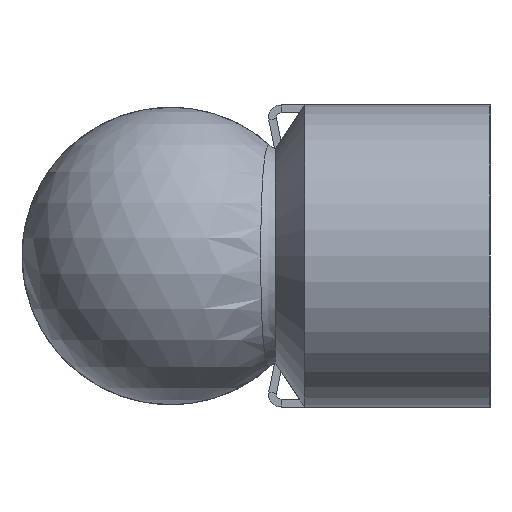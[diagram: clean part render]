
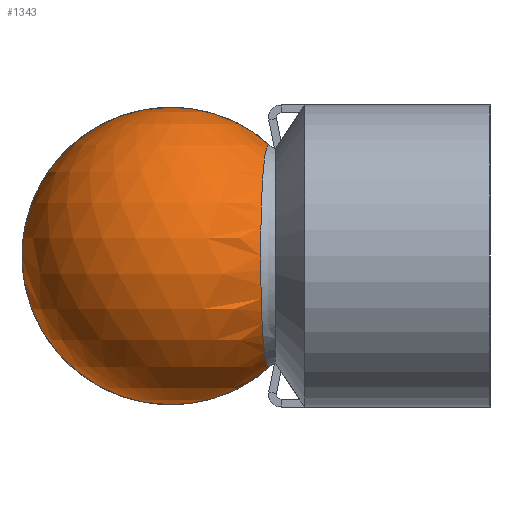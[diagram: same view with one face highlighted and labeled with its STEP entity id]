
A CAD part, left-side view. The second image highlights one B-rep face of the part: STEP entity #1343.
In plain terms, the highlighted spherical face has radius 15.25 mm.
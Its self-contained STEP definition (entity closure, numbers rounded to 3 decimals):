
#89 = SPHERICAL_SURFACE ( 'NONE', #602, 15.25 ) ;
#159 = CARTESIAN_POINT ( 'NONE',  ( -453.972, 22.577, -11.361 ) ) ;
#183 = CARTESIAN_POINT ( 'NONE',  ( -453.75, 22.577, -11.361 ) ) ;
#191 = ORIENTED_EDGE ( 'NONE', *, *, #1827, .T. ) ;
#222 = CARTESIAN_POINT ( 'NONE',  ( -460.173, 23.133, -9.948 ) ) ;
#236 = CARTESIAN_POINT ( 'NONE',  ( -465.522, 23.492, -2.976 ) ) ;
#247 = CARTESIAN_POINT ( 'NONE',  ( -464.163, 23.408, 6.082 ) ) ;
#260 = CARTESIAN_POINT ( 'NONE',  ( -455.168, 22.699, 11.388 ) ) ;
#271 = CARTESIAN_POINT ( 'NONE',  ( -453.972, 22.577, 11.361 ) ) ;
#336 = AXIS2_PLACEMENT_3D ( 'NONE', #2534, #951, #2810 ) ;
#447 = CARTESIAN_POINT ( 'NONE',  ( -454.413, 22.616, -11.377 ) ) ;
#507 = CARTESIAN_POINT ( 'NONE',  ( -461.117, 23.202, -9.342 ) ) ;
#521 = CARTESIAN_POINT ( 'NONE',  ( -465.796, 23.509, -1.487 ) ) ;
#537 = CARTESIAN_POINT ( 'NONE',  ( -463.067, 23.337, 7.597 ) ) ;
#551 = CARTESIAN_POINT ( 'NONE',  ( -454.413, 22.616, 11.377 ) ) ;
#571 = VERTEX_POINT ( 'NONE', #183 ) ;
#602 = AXIS2_PLACEMENT_3D ( 'NONE', #3439, #1877, #2148 ) ;
#620 = CIRCLE ( 'NONE', #336, 15.25 ) ;
#785 = CARTESIAN_POINT ( 'NONE',  ( -462., 23.264, -8.641 ) ) ;
#795 = CARTESIAN_POINT ( 'NONE',  ( -465.903, 23.516, 0.009 ) ) ;
#805 = CARTESIAN_POINT ( 'NONE',  ( -461.989, 23.264, 8.651 ) ) ;
#812 = CARTESIAN_POINT ( 'NONE',  ( -454.193, 22.591, 11.367 ) ) ;
#920 = VERTEX_POINT ( 'NONE', #2210 ) ;
#951 = DIRECTION ( 'NONE',  ( -1., 0., 0. ) ) ;
#1039 = CARTESIAN_POINT ( 'NONE',  ( -455.163, 22.699, -11.388 ) ) ;
#1049 = CARTESIAN_POINT ( 'NONE',  ( -463.077, 23.337, -7.585 ) ) ;
#1055 = B_SPLINE_CURVE_WITH_KNOTS ( 'NONE', 3,
 ( #1347, #812, #271, #2155 ),
 .UNSPECIFIED., .F., .F.,
 ( 4, 4 ),
 ( 0., 0.001 ),
 .UNSPECIFIED. ) ;
#1059 = CARTESIAN_POINT ( 'NONE',  ( -465.793, 23.509, 1.506 ) ) ;
#1073 = CARTESIAN_POINT ( 'NONE',  ( -461.105, 23.201, 9.351 ) ) ;
#1238 = VERTEX_POINT ( 'NONE', #2333 ) ;
#1301 = CARTESIAN_POINT ( 'NONE',  ( -456.29, 22.81, -11.29 ) ) ;
#1314 = CARTESIAN_POINT ( 'NONE',  ( -464.173, 23.408, -6.067 ) ) ;
#1325 = CARTESIAN_POINT ( 'NONE',  ( -465.517, 23.492, 2.993 ) ) ;
#1329 = B_SPLINE_CURVE_WITH_KNOTS ( 'NONE', 3,
 ( #2367, #2623, #1039, #2901, #1301, #3137, #1584, #3404, #1836, #222, #2115, #507, #2378, #785, #2639, #1049, #2913, #1314, #3150, #1592, #3416, #1848, #236, #2129, #521, #2388, #795, #2654, #1059, #2923, #1325, #3158, #1601, #3426, #1861, #247, #2138, #537, #2397, #805, #2665, #1073, #2935, #1338, #3170, #1611, #3437, #1873, #260, #2144, #551 ),
 .UNSPECIFIED., .F., .F.,
 ( 4, 2, 2, 2, 2, 2, 2, 2, 2, 2, 2, 2, 2, 1, 2, 2, 2, 2, 2, 2, 2, 2, 2, 2, 2, 4 ),
 ( 0.001, 0.002, 0.003, 0.005, 0.006, 0.007, 0.009, 0.01, 0.012, 0.013, 0.014, 0.017, 0.018, 0.019, 0.02, 0.021, 0.023, 0.024, 0.026, 0.028, 0.029, 0.03, 0.032, 0.035, 0.036, 0.037 ),
 .UNSPECIFIED. ) ;
#1333 = CARTESIAN_POINT ( 'NONE',  ( -453.75, 22.577, 11.361 ) ) ;
#1338 = CARTESIAN_POINT ( 'NONE',  ( -459.511, 23.084, 10.321 ) ) ;
#1343 = ADVANCED_FACE ( 'NONE', ( #2239 ), #89, .T. ) ;
#1347 = CARTESIAN_POINT ( 'NONE',  ( -454.413, 22.616, 11.377 ) ) ;
#1521 = CARTESIAN_POINT ( 'NONE',  ( -453.75, 22.577, -11.361 ) ) ;
#1575 = B_SPLINE_CURVE_WITH_KNOTS ( 'NONE', 3,
 ( #1521, #159, #2054, #447 ),
 .UNSPECIFIED., .F., .F.,
 ( 4, 4 ),
 ( 0., 0.001 ),
 .UNSPECIFIED. ) ;
#1584 = CARTESIAN_POINT ( 'NONE',  ( -458.118, 22.973, -10.884 ) ) ;
#1592 = CARTESIAN_POINT ( 'NONE',  ( -464.72, 23.443, -5.073 ) ) ;
#1601 = CARTESIAN_POINT ( 'NONE',  ( -464.873, 23.452, 4.748 ) ) ;
#1611 = CARTESIAN_POINT ( 'NONE',  ( -457.389, 22.911, 11.094 ) ) ;
#1725 = EDGE_LOOP ( 'NONE', ( #2963, #191, #1880, #3259 ) ) ;
#1757 = EDGE_CURVE ( 'NONE', #2387, #571, #620, .T. ) ;
#1827 = EDGE_CURVE ( 'NONE', #571, #1238, #1575, .T. ) ;
#1836 = CARTESIAN_POINT ( 'NONE',  ( -459.51, 23.083, -10.299 ) ) ;
#1848 = CARTESIAN_POINT ( 'NONE',  ( -465.306, 23.479, -3.693 ) ) ;
#1861 = CARTESIAN_POINT ( 'NONE',  ( -464.357, 23.42, 5.757 ) ) ;
#1873 = CARTESIAN_POINT ( 'NONE',  ( -455.918, 22.775, 11.336 ) ) ;
#1877 = DIRECTION ( 'NONE',  ( 0., 0., 1. ) ) ;
#1880 = ORIENTED_EDGE ( 'NONE', *, *, #1963, .T. ) ;
#1963 = EDGE_CURVE ( 'NONE', #1238, #920, #1329, .T. ) ;
#1986 = EDGE_CURVE ( 'NONE', #920, #2387, #1055, .T. ) ;
#2054 = CARTESIAN_POINT ( 'NONE',  ( -454.193, 22.591, -11.367 ) ) ;
#2115 = CARTESIAN_POINT ( 'NONE',  ( -460.495, 23.157, -9.757 ) ) ;
#2129 = CARTESIAN_POINT ( 'NONE',  ( -465.741, 23.506, -1.863 ) ) ;
#2138 = CARTESIAN_POINT ( 'NONE',  ( -463.54, 23.368, 7.018 ) ) ;
#2144 = CARTESIAN_POINT ( 'NONE',  ( -454.789, 22.659, 11.393 ) ) ;
#2148 = DIRECTION ( 'NONE',  ( 0., -1., 0. ) ) ;
#2155 = CARTESIAN_POINT ( 'NONE',  ( -453.75, 22.577, 11.361 ) ) ;
#2210 = CARTESIAN_POINT ( 'NONE',  ( -454.413, 22.616, 11.377 ) ) ;
#2239 = FACE_OUTER_BOUND ( 'NONE', #1725, .T. ) ;
#2333 = CARTESIAN_POINT ( 'NONE',  ( -454.413, 22.616, -11.377 ) ) ;
#2367 = CARTESIAN_POINT ( 'NONE',  ( -454.413, 22.616, -11.377 ) ) ;
#2378 = CARTESIAN_POINT ( 'NONE',  ( -461.418, 23.224, -9.119 ) ) ;
#2387 = VERTEX_POINT ( 'NONE', #1333 ) ;
#2388 = CARTESIAN_POINT ( 'NONE',  ( -465.868, 23.513, -0.739 ) ) ;
#2397 = CARTESIAN_POINT ( 'NONE',  ( -462.27, 23.283, 8.395 ) ) ;
#2534 = CARTESIAN_POINT ( 'NONE',  ( -453.75, 32.75, 0. ) ) ;
#2623 = CARTESIAN_POINT ( 'NONE',  ( -454.788, 22.659, -11.393 ) ) ;
#2639 = CARTESIAN_POINT ( 'NONE',  ( -462.281, 23.284, -8.385 ) ) ;
#2654 = CARTESIAN_POINT ( 'NONE',  ( -465.867, 23.513, 0.757 ) ) ;
#2665 = CARTESIAN_POINT ( 'NONE',  ( -461.406, 23.223, 9.128 ) ) ;
#2810 = DIRECTION ( 'NONE',  ( 0., 0., 1. ) ) ;
#2901 = CARTESIAN_POINT ( 'NONE',  ( -455.914, 22.775, -11.336 ) ) ;
#2913 = CARTESIAN_POINT ( 'NONE',  ( -463.55, 23.368, -7.005 ) ) ;
#2923 = CARTESIAN_POINT ( 'NONE',  ( -465.738, 23.506, 1.882 ) ) ;
#2935 = CARTESIAN_POINT ( 'NONE',  ( -460.172, 23.134, 9.97 ) ) ;
#2963 = ORIENTED_EDGE ( 'NONE', *, *, #1757, .T. ) ;
#3137 = CARTESIAN_POINT ( 'NONE',  ( -457.399, 22.912, -11.092 ) ) ;
#3150 = CARTESIAN_POINT ( 'NONE',  ( -464.366, 23.421, -5.741 ) ) ;
#3158 = CARTESIAN_POINT ( 'NONE',  ( -465.3, 23.479, 3.709 ) ) ;
#3170 = CARTESIAN_POINT ( 'NONE',  ( -458.107, 22.972, 10.888 ) ) ;
#3259 = ORIENTED_EDGE ( 'NONE', *, *, #1986, .T. ) ;
#3404 = CARTESIAN_POINT ( 'NONE',  ( -459.167, 23.056, -10.459 ) ) ;
#3416 = CARTESIAN_POINT ( 'NONE',  ( -464.88, 23.453, -4.732 ) ) ;
#3426 = CARTESIAN_POINT ( 'NONE',  ( -464.713, 23.442, 5.088 ) ) ;
#3437 = CARTESIAN_POINT ( 'NONE',  ( -456.289, 22.81, 11.29 ) ) ;
#3439 = CARTESIAN_POINT ( 'NONE',  ( -453.75, 32.75, 0. ) ) ;
